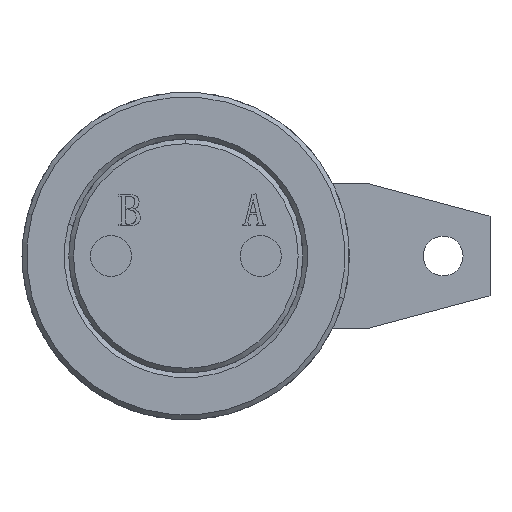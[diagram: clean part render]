
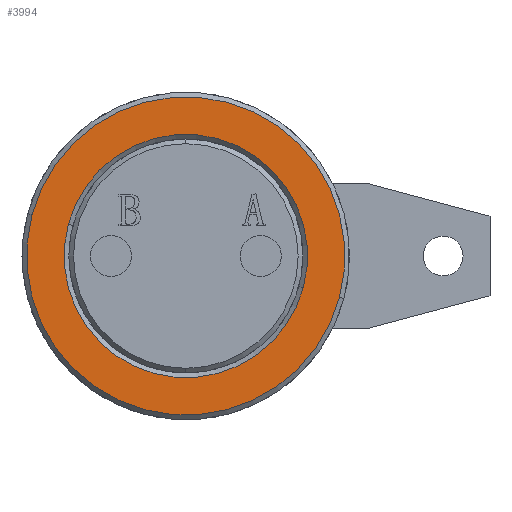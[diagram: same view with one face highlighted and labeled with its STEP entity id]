
A CAD part, front view. The second image highlights one B-rep face of the part: STEP entity #3994.
In plain terms, the highlighted face is planar.
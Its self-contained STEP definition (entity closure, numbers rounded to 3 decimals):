
#585 = EDGE_CURVE ( 'NONE', #768, #1064, #799, .T. ) ;
#586 = EDGE_CURVE ( 'NONE', #1149, #1127, #1131, .T. ) ;
#692 = EDGE_CURVE ( 'NONE', #1127, #1149, #1907, .T. ) ;
#768 = VERTEX_POINT ( 'NONE', #5566 ) ;
#799 = CIRCLE ( 'NONE', #1297, 34. ) ;
#1064 = VERTEX_POINT ( 'NONE', #5497 ) ;
#1127 = VERTEX_POINT ( 'NONE', #5454 ) ;
#1131 = CIRCLE ( 'NONE', #1295, 26. ) ;
#1149 = VERTEX_POINT ( 'NONE', #5415 ) ;
#1268 = AXIS2_PLACEMENT_3D ( 'NONE', #2091, #2090, #2087 ) ;
#1295 = AXIS2_PLACEMENT_3D ( 'NONE', #2441, #2044, #2239 ) ;
#1297 = AXIS2_PLACEMENT_3D ( 'NONE', #2389, #2438, #2437 ) ;
#1356 = EDGE_CURVE ( 'NONE', #1064, #768, #1660, .T. ) ;
#1498 = FACE_OUTER_BOUND ( 'NONE', #4676, .T. ) ;
#1500 = FACE_BOUND ( 'NONE', #4704, .T. ) ;
#1660 = CIRCLE ( 'NONE', #2028, 34. ) ;
#1907 = CIRCLE ( 'NONE', #1268, 26. ) ;
#1974 = AXIS2_PLACEMENT_3D ( 'NONE', #3429, #3424, #3423 ) ;
#2028 = AXIS2_PLACEMENT_3D ( 'NONE', #5260, #5259, #5257 ) ;
#2044 = DIRECTION ( 'NONE',  ( 0., 0., -1. ) ) ;
#2087 = DIRECTION ( 'NONE',  ( 1., 0., 0. ) ) ;
#2090 = DIRECTION ( 'NONE',  ( 0., 0., -1. ) ) ;
#2091 = CARTESIAN_POINT ( 'NONE',  ( 0., 0., 11. ) ) ;
#2239 = DIRECTION ( 'NONE',  ( 1., 0., 0. ) ) ;
#2389 = CARTESIAN_POINT ( 'NONE',  ( 0., 0., 11. ) ) ;
#2437 = DIRECTION ( 'NONE',  ( 1., 0., 0. ) ) ;
#2438 = DIRECTION ( 'NONE',  ( 0., 0., 1. ) ) ;
#2441 = CARTESIAN_POINT ( 'NONE',  ( 0., 0., 11. ) ) ;
#3423 = DIRECTION ( 'NONE',  ( 1., 0., 0. ) ) ;
#3424 = DIRECTION ( 'NONE',  ( 0., 0., 1. ) ) ;
#3426 = PLANE ( 'NONE',  #1974 ) ;
#3429 = CARTESIAN_POINT ( 'NONE',  ( 0., 0., 11. ) ) ;
#3994 = ADVANCED_FACE ( 'NONE', ( #1500, #1498 ), #3426, .T. ) ;
#4170 = ORIENTED_EDGE ( 'NONE', *, *, #1356, .T. ) ;
#4271 = ORIENTED_EDGE ( 'NONE', *, *, #586, .T. ) ;
#4351 = ORIENTED_EDGE ( 'NONE', *, *, #585, .T. ) ;
#4379 = ORIENTED_EDGE ( 'NONE', *, *, #692, .T. ) ;
#4676 = EDGE_LOOP ( 'NONE', ( #4351, #4170 ) ) ;
#4704 = EDGE_LOOP ( 'NONE', ( #4379, #4271 ) ) ;
#5257 = DIRECTION ( 'NONE',  ( 1., 0., 0. ) ) ;
#5259 = DIRECTION ( 'NONE',  ( 0., 0., 1. ) ) ;
#5260 = CARTESIAN_POINT ( 'NONE',  ( 0., 0., 11. ) ) ;
#5415 = CARTESIAN_POINT ( 'NONE',  ( -26., 0., 11. ) ) ;
#5454 = CARTESIAN_POINT ( 'NONE',  ( 26., 0., 11. ) ) ;
#5497 = CARTESIAN_POINT ( 'NONE',  ( 34., 0., 11. ) ) ;
#5566 = CARTESIAN_POINT ( 'NONE',  ( -34., 0., 11. ) ) ;
